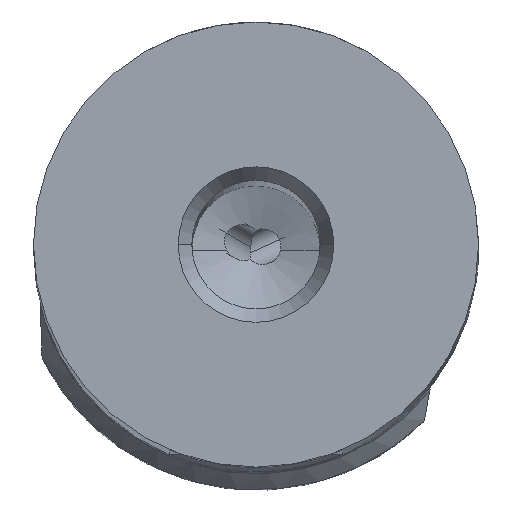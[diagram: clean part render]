
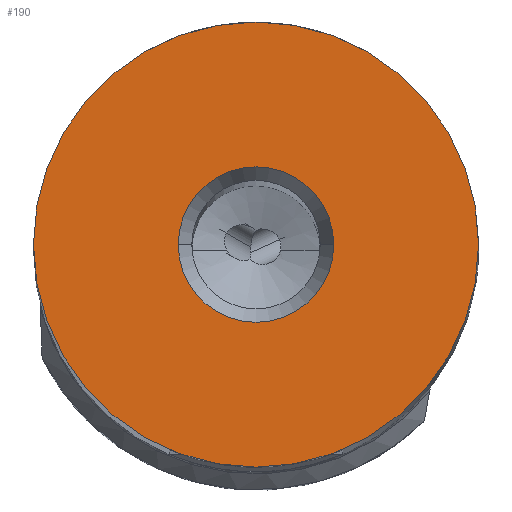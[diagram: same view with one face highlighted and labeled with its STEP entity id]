
A CAD part, top view. The second image highlights one B-rep face of the part: STEP entity #190.
In plain terms, the highlighted planar face has unit normal (0, 0, 1).
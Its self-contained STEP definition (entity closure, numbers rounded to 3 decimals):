
#51=FACE_BOUND('',#446,.T.);
#52=FACE_BOUND('',#447,.T.);
#101=PLANE('',#2108);
#190=ADVANCED_FACE('',(#51,#52),#101,.T.);
#446=EDGE_LOOP('',(#1267,#1268));
#447=EDGE_LOOP('',(#1269,#1270));
#1267=ORIENTED_EDGE('',*,*,#1794,.F.);
#1268=ORIENTED_EDGE('',*,*,#1800,.F.);
#1269=ORIENTED_EDGE('',*,*,#1805,.F.);
#1270=ORIENTED_EDGE('',*,*,#1806,.F.);
#1536=VERTEX_POINT('',#4097);
#1537=VERTEX_POINT('',#4099);
#1546=VERTEX_POINT('',#4121);
#1547=VERTEX_POINT('',#4122);
#1794=EDGE_CURVE('',#1536,#1537,#1903,.T.);
#1800=EDGE_CURVE('',#1537,#1536,#1904,.T.);
#1805=EDGE_CURVE('',#1546,#1547,#1905,.T.);
#1806=EDGE_CURVE('',#1547,#1546,#1906,.T.);
#1903=CIRCLE('',#2098,19.05);
#1904=CIRCLE('',#2102,19.05);
#1905=CIRCLE('',#2106,6.655);
#1906=CIRCLE('',#2107,6.655);
#2098=AXIS2_PLACEMENT_3D('',#4098,#2572,#2573);
#2102=AXIS2_PLACEMENT_3D('',#4110,#2583,#2584);
#2106=AXIS2_PLACEMENT_3D('',#4120,#2593,#2594);
#2107=AXIS2_PLACEMENT_3D('',#4123,#2595,#2596);
#2108=AXIS2_PLACEMENT_3D('',#4124,#2597,#2598);
#2572=DIRECTION('',(0.,0.,-1.));
#2573=DIRECTION('',(1.,0.,0.));
#2583=DIRECTION('',(0.,0.,-1.));
#2584=DIRECTION('',(-1.,0.,0.));
#2593=DIRECTION('',(0.,0.,1.));
#2594=DIRECTION('',(1.,0.,0.));
#2595=DIRECTION('',(0.,0.,1.));
#2596=DIRECTION('',(-1.,0.,0.));
#2597=DIRECTION('',(0.,0.,1.));
#2598=DIRECTION('',(-1.,0.,0.));
#4097=CARTESIAN_POINT('',(19.05,0.,0.));
#4098=CARTESIAN_POINT('',(0.,0.,0.));
#4099=CARTESIAN_POINT('',(-19.05,0.,0.));
#4110=CARTESIAN_POINT('',(0.,0.,0.));
#4120=CARTESIAN_POINT('',(0.,0.,0.));
#4121=CARTESIAN_POINT('',(6.655,0.,0.));
#4122=CARTESIAN_POINT('',(-6.655,0.,0.));
#4123=CARTESIAN_POINT('',(0.,0.,0.));
#4124=CARTESIAN_POINT('',(0.,0.,0.));
